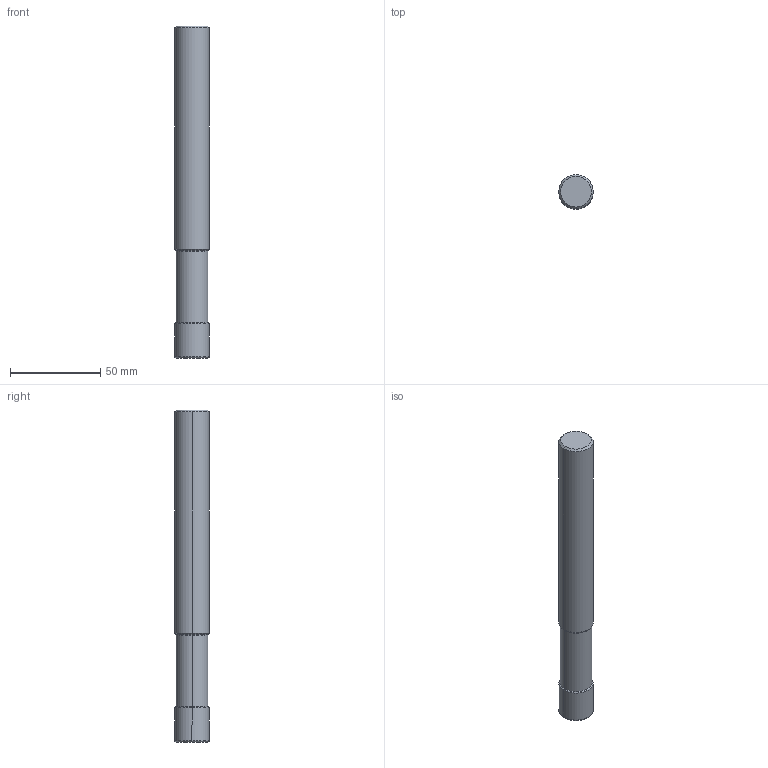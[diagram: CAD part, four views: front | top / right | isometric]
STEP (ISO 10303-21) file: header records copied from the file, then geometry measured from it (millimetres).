
FILE_DESCRIPTION(/* description */ (''),/* implementation_level */ '2;1');
FILE_NAME(/* name */ 'AQXUR124SA12L_IR0_031.stp',/* time_stamp */ '2021-09-08T11:42:26+09:00',/* author */ (''),/* organization */ (''),/* preprocessor_version */ 'ST-DEVELOPER v16',/* originating_system */ 'SIEMENS PLM Software NX 10.0',/* authorisation */ '');
FILE_SCHEMA (('AUTOMOTIVE_DESIGN { 1 0 10303 214 3 1 1 1 }'));
Length unit declared in the file: millimetre
Products named in the file (1): AQXUR124SA12L_IR0_031_ASM
Bounding box: 19.05 x 19.05 x 184.15 mm (x, y, z)
Volume: 55015.3 mm3; surface area: 12854.6 mm2
Topology: 2 solids, 2 shells, 21 faces, 52 edges, 42 vertices
Faces by surface type: cone 6, torus 6, cylinder 6, plane 3
Entity records: 765 total; most frequent: DIRECTION 148, CARTESIAN_POINT 112, ORIENTED_EDGE 88, AXIS2_PLACEMENT_3D 66, EDGE_CURVE 44, CIRCLE 34, VERTEX_POINT 27, ADVANCED_FACE 21
